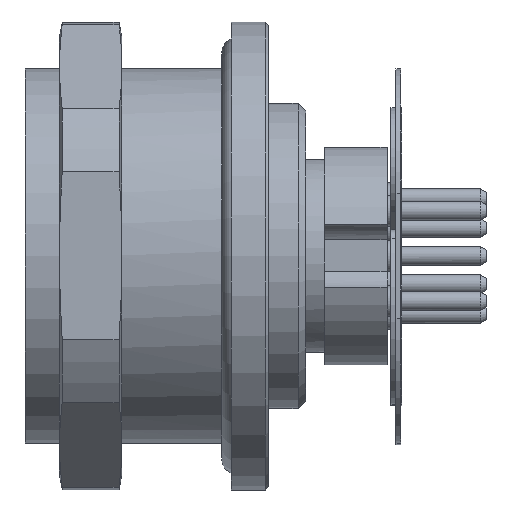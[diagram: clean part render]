
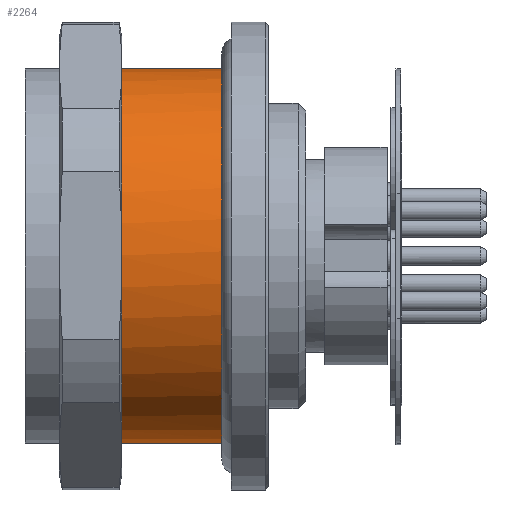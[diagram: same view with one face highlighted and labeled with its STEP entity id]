
A CAD part, top view. The second image highlights one B-rep face of the part: STEP entity #2264.
In plain terms, the highlighted cylindrical face has radius 6 mm (diameter 12 mm), a full revolution.
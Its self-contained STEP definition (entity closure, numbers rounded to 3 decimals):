
#916=LINE('',#11314,#1580);
#917=LINE('',#11318,#1581);
#1580=VECTOR('',#9008,1.);
#1581=VECTOR('',#9011,1.);
#2264=ADVANCED_FACE('',(#2864,#2865),#2721,.T.);
#2721=CYLINDRICAL_SURFACE('',#8181,6.);
#2864=FACE_BOUND('',#3074,.T.);
#2865=FACE_BOUND('',#3075,.T.);
#3074=EDGE_LOOP('',(#3643,#3644,#3645,#3646));
#3075=EDGE_LOOP('',(#3647));
#3643=ORIENTED_EDGE('',*,*,#6685,.F.);
#3644=ORIENTED_EDGE('',*,*,#6686,.F.);
#3645=ORIENTED_EDGE('',*,*,#6687,.T.);
#3646=ORIENTED_EDGE('',*,*,#6688,.T.);
#3647=ORIENTED_EDGE('',*,*,#6689,.T.);
#5905=VERTEX_POINT('',#11312);
#5906=VERTEX_POINT('',#11313);
#5907=VERTEX_POINT('',#11315);
#5908=VERTEX_POINT('',#11317);
#5909=VERTEX_POINT('',#11320);
#6685=EDGE_CURVE('',#5905,#5906,#7816,.T.);
#6686=EDGE_CURVE('',#5907,#5905,#916,.T.);
#6687=EDGE_CURVE('',#5907,#5908,#7817,.T.);
#6688=EDGE_CURVE('',#5908,#5906,#917,.T.);
#6689=EDGE_CURVE('',#5909,#5909,#7818,.T.);
#7816=CIRCLE('',#8178,6.);
#7817=CIRCLE('',#8179,6.);
#7818=CIRCLE('',#8180,6.);
#8178=AXIS2_PLACEMENT_3D('',#11311,#9006,#9007);
#8179=AXIS2_PLACEMENT_3D('',#11316,#9009,#9010);
#8180=AXIS2_PLACEMENT_3D('',#11319,#9012,#9013);
#8181=AXIS2_PLACEMENT_3D('',#11321,#9014,#9015);
#9006=DIRECTION('',(-1.,0.,0.));
#9007=DIRECTION('',(0.,0.,-1.));
#9008=DIRECTION('',(-1.,0.,0.));
#9009=DIRECTION('',(1.,0.,0.));
#9010=DIRECTION('',(0.,0.,-1.));
#9011=DIRECTION('',(-1.,0.,0.));
#9012=DIRECTION('',(-1.,0.,0.));
#9013=DIRECTION('',(0.,0.,-1.));
#9014=DIRECTION('',(1.,0.,0.));
#9015=DIRECTION('',(0.,0.,1.));
#11311=CARTESIAN_POINT('',(2.956,0.,0.));
#11312=CARTESIAN_POINT('',(2.956,-1.327,-5.851));
#11313=CARTESIAN_POINT('',(2.956,1.327,-5.851));
#11314=CARTESIAN_POINT('',(6.5,-1.327,-5.851));
#11315=CARTESIAN_POINT('',(6.5,-1.327,-5.851));
#11316=CARTESIAN_POINT('',(6.5,0.,0.));
#11317=CARTESIAN_POINT('',(6.5,1.327,-5.851));
#11318=CARTESIAN_POINT('',(6.5,1.327,-5.851));
#11319=CARTESIAN_POINT('',(6.6,0.,0.));
#11320=CARTESIAN_POINT('',(6.6,0.,-6.));
#11321=CARTESIAN_POINT('',(3.3,0.,0.));
